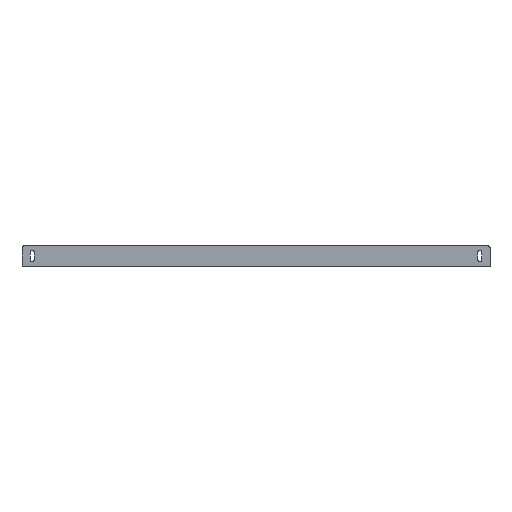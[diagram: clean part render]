
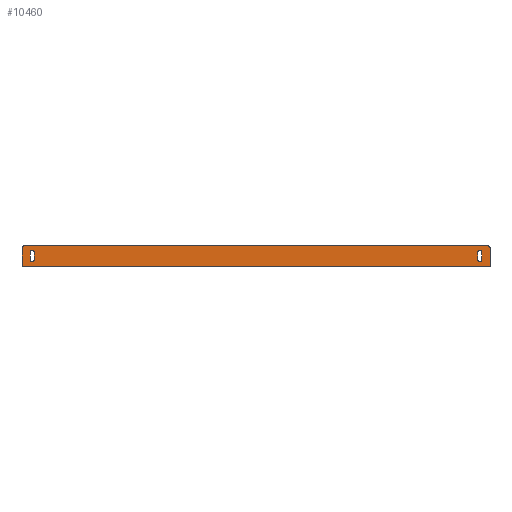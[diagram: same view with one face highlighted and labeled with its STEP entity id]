
A CAD part, front view. The second image highlights one B-rep face of the part: STEP entity #10460.
In plain terms, the highlighted planar face has unit normal (0, -1, 0).
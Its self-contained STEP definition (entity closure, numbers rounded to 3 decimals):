
#45 = CIRCLE ( 'NONE', #6047, 5. ) ;
#342 = DIRECTION ( 'NONE',  ( 0., -1., 0. ) ) ;
#376 = CARTESIAN_POINT ( 'NONE',  ( -575., -36.5, 50. ) ) ;
#414 = EDGE_LOOP ( 'NONE', ( #5176, #5807, #6195, #1437 ) ) ;
#583 = VECTOR ( 'NONE', #1278, 1000. ) ;
#695 = EDGE_LOOP ( 'NONE', ( #8544, #2430, #2356, #6716 ) ) ;
#869 = LINE ( 'NONE', #7619, #2783 ) ;
#1068 = CARTESIAN_POINT ( 'NONE',  ( 550., -36.5, 35. ) ) ;
#1170 = LINE ( 'NONE', #1224, #7758 ) ;
#1224 = CARTESIAN_POINT ( 'NONE',  ( -575., -36.5, 1.5 ) ) ;
#1278 = DIRECTION ( 'NONE',  ( 0., 0., -1. ) ) ;
#1370 = VERTEX_POINT ( 'NONE', #10290 ) ;
#1437 = ORIENTED_EDGE ( 'NONE', *, *, #2234, .F. ) ;
#1469 = EDGE_CURVE ( 'NONE', #1370, #7441, #6324, .T. ) ;
#1556 = VECTOR ( 'NONE', #3299, 1000. ) ;
#1613 = EDGE_CURVE ( 'NONE', #4972, #6409, #869, .T. ) ;
#1659 = VERTEX_POINT ( 'NONE', #2726 ) ;
#1694 = ORIENTED_EDGE ( 'NONE', *, *, #1963, .F. ) ;
#1805 = VERTEX_POINT ( 'NONE', #9636 ) ;
#1963 = EDGE_CURVE ( 'NONE', #1370, #3538, #3352, .T. ) ;
#2167 = EDGE_CURVE ( 'NONE', #9569, #3538, #4372, .T. ) ;
#2234 = EDGE_CURVE ( 'NONE', #5470, #1659, #4922, .T. ) ;
#2267 = LINE ( 'NONE', #5477, #7951 ) ;
#2301 = LINE ( 'NONE', #4898, #4833 ) ;
#2356 = ORIENTED_EDGE ( 'NONE', *, *, #4313, .F. ) ;
#2430 = ORIENTED_EDGE ( 'NONE', *, *, #3225, .F. ) ;
#2701 = DIRECTION ( 'NONE',  ( 0., -1., 0. ) ) ;
#2726 = CARTESIAN_POINT ( 'NONE',  ( 554.5, -36.5, 15. ) ) ;
#2735 = ORIENTED_EDGE ( 'NONE', *, *, #6980, .F. ) ;
#2757 = ORIENTED_EDGE ( 'NONE', *, *, #2167, .T. ) ;
#2783 = VECTOR ( 'NONE', #7839, 1000. ) ;
#2814 = DIRECTION ( 'NONE',  ( 0., 0., -1. ) ) ;
#2849 = LINE ( 'NONE', #376, #8166 ) ;
#2898 = EDGE_CURVE ( 'NONE', #6409, #6651, #4119, .T. ) ;
#2958 = DIRECTION ( 'NONE',  ( 1., 0., 0. ) ) ;
#3117 = EDGE_CURVE ( 'NONE', #9785, #5470, #5586, .T. ) ;
#3162 = FACE_BOUND ( 'NONE', #695, .T. ) ;
#3221 = EDGE_CURVE ( 'NONE', #5449, #9569, #1170, .T. ) ;
#3225 = EDGE_CURVE ( 'NONE', #7198, #4972, #8624, .T. ) ;
#3299 = DIRECTION ( 'NONE',  ( 0., 0., -1. ) ) ;
#3352 = LINE ( 'NONE', #7521, #1556 ) ;
#3503 = VECTOR ( 'NONE', #5920, 1000. ) ;
#3504 = AXIS2_PLACEMENT_3D ( 'NONE', #4543, #342, #7088 ) ;
#3537 = CIRCLE ( 'NONE', #10590, 4.5 ) ;
#3538 = VERTEX_POINT ( 'NONE', #8163 ) ;
#3609 = CARTESIAN_POINT ( 'NONE',  ( 545.5, -36.5, 35. ) ) ;
#3782 = DIRECTION ( 'NONE',  ( -1., 0., 0. ) ) ;
#4009 = DIRECTION ( 'NONE',  ( 0., -1., 0. ) ) ;
#4119 = CIRCLE ( 'NONE', #10443, 4.5 ) ;
#4313 = EDGE_CURVE ( 'NONE', #6651, #7198, #2267, .T. ) ;
#4372 = LINE ( 'NONE', #8414, #3503 ) ;
#4543 = CARTESIAN_POINT ( 'NONE',  ( -550., -36.5, 35. ) ) ;
#4665 = CARTESIAN_POINT ( 'NONE',  ( 570., -36.5, 45. ) ) ;
#4731 = CARTESIAN_POINT ( 'NONE',  ( -575., -36.5, 0. ) ) ;
#4830 = FACE_OUTER_BOUND ( 'NONE', #9390, .T. ) ;
#4833 = VECTOR ( 'NONE', #5066, 1000. ) ;
#4898 = CARTESIAN_POINT ( 'NONE',  ( 554.5, -36.5, 35. ) ) ;
#4922 = CIRCLE ( 'NONE', #8464, 4.5 ) ;
#4972 = VERTEX_POINT ( 'NONE', #9107 ) ;
#5014 = AXIS2_PLACEMENT_3D ( 'NONE', #8970, #8208, #9081 ) ;
#5066 = DIRECTION ( 'NONE',  ( 0., 0., 1. ) ) ;
#5176 = ORIENTED_EDGE ( 'NONE', *, *, #3117, .F. ) ;
#5449 = VERTEX_POINT ( 'NONE', #10384 ) ;
#5468 = EDGE_CURVE ( 'NONE', #1805, #9785, #3537, .T. ) ;
#5470 = VERTEX_POINT ( 'NONE', #6868 ) ;
#5477 = CARTESIAN_POINT ( 'NONE',  ( -545.5, -36.5, 35. ) ) ;
#5586 = LINE ( 'NONE', #8794, #583 ) ;
#5601 = DIRECTION ( 'NONE',  ( -1., 0., 0. ) ) ;
#5807 = ORIENTED_EDGE ( 'NONE', *, *, #5468, .F. ) ;
#5920 = DIRECTION ( 'NONE',  ( 1., 0., 0. ) ) ;
#6047 = AXIS2_PLACEMENT_3D ( 'NONE', #6155, #7940, #5601 ) ;
#6155 = CARTESIAN_POINT ( 'NONE',  ( -570., -36.5, 45. ) ) ;
#6195 = ORIENTED_EDGE ( 'NONE', *, *, #8131, .F. ) ;
#6324 = CIRCLE ( 'NONE', #8453, 5. ) ;
#6337 = CARTESIAN_POINT ( 'NONE',  ( -554.5, -36.5, 15. ) ) ;
#6409 = VERTEX_POINT ( 'NONE', #6337 ) ;
#6432 = PLANE ( 'NONE',  #5014 ) ;
#6475 = DIRECTION ( 'NONE',  ( 0., 0., 1. ) ) ;
#6536 = DIRECTION ( 'NONE',  ( 1., 0., 0. ) ) ;
#6651 = VERTEX_POINT ( 'NONE', #10139 ) ;
#6716 = ORIENTED_EDGE ( 'NONE', *, *, #2898, .F. ) ;
#6868 = CARTESIAN_POINT ( 'NONE',  ( 545.5, -36.5, 15. ) ) ;
#6980 = EDGE_CURVE ( 'NONE', #8957, #7441, #2849, .T. ) ;
#6982 = DIRECTION ( 'NONE',  ( 0., -1., 0. ) ) ;
#7088 = DIRECTION ( 'NONE',  ( 1., 0., 0. ) ) ;
#7198 = VERTEX_POINT ( 'NONE', #8642 ) ;
#7321 = FACE_BOUND ( 'NONE', #414, .T. ) ;
#7441 = VERTEX_POINT ( 'NONE', #7489 ) ;
#7489 = CARTESIAN_POINT ( 'NONE',  ( 570., -36.5, 50. ) ) ;
#7521 = CARTESIAN_POINT ( 'NONE',  ( 575., -36.5, 1.5 ) ) ;
#7619 = CARTESIAN_POINT ( 'NONE',  ( -554.5, -36.5, 35. ) ) ;
#7758 = VECTOR ( 'NONE', #2814, 1000. ) ;
#7839 = DIRECTION ( 'NONE',  ( 0., 0., -1. ) ) ;
#7897 = ORIENTED_EDGE ( 'NONE', *, *, #1469, .T. ) ;
#7940 = DIRECTION ( 'NONE',  ( 0., -1., 0. ) ) ;
#7951 = VECTOR ( 'NONE', #6475, 1000. ) ;
#8131 = EDGE_CURVE ( 'NONE', #1659, #1805, #2301, .T. ) ;
#8163 = CARTESIAN_POINT ( 'NONE',  ( 575., -36.5, 0. ) ) ;
#8166 = VECTOR ( 'NONE', #2958, 1000. ) ;
#8208 = DIRECTION ( 'NONE',  ( 0., 1., 0. ) ) ;
#8414 = CARTESIAN_POINT ( 'NONE',  ( 575., -36.5, 0. ) ) ;
#8453 = AXIS2_PLACEMENT_3D ( 'NONE', #4665, #8806, #3782 ) ;
#8464 = AXIS2_PLACEMENT_3D ( 'NONE', #8783, #2701, #9451 ) ;
#8544 = ORIENTED_EDGE ( 'NONE', *, *, #1613, .F. ) ;
#8624 = CIRCLE ( 'NONE', #3504, 4.5 ) ;
#8642 = CARTESIAN_POINT ( 'NONE',  ( -545.5, -36.5, 35. ) ) ;
#8783 = CARTESIAN_POINT ( 'NONE',  ( 550., -36.5, 15. ) ) ;
#8794 = CARTESIAN_POINT ( 'NONE',  ( 545.5, -36.5, 35. ) ) ;
#8806 = DIRECTION ( 'NONE',  ( 0., -1., 0. ) ) ;
#8957 = VERTEX_POINT ( 'NONE', #9993 ) ;
#8970 = CARTESIAN_POINT ( 'NONE',  ( 575., -36.5, 1.5 ) ) ;
#9081 = DIRECTION ( 'NONE',  ( -1., 0., 0. ) ) ;
#9088 = ORIENTED_EDGE ( 'NONE', *, *, #9838, .T. ) ;
#9107 = CARTESIAN_POINT ( 'NONE',  ( -554.5, -36.5, 35. ) ) ;
#9356 = DIRECTION ( 'NONE',  ( -1., 0., 0. ) ) ;
#9390 = EDGE_LOOP ( 'NONE', ( #1694, #7897, #2735, #9088, #10174, #2757 ) ) ;
#9451 = DIRECTION ( 'NONE',  ( -1., 0., 0. ) ) ;
#9569 = VERTEX_POINT ( 'NONE', #4731 ) ;
#9636 = CARTESIAN_POINT ( 'NONE',  ( 554.5, -36.5, 35. ) ) ;
#9785 = VERTEX_POINT ( 'NONE', #3609 ) ;
#9838 = EDGE_CURVE ( 'NONE', #8957, #5449, #45, .T. ) ;
#9993 = CARTESIAN_POINT ( 'NONE',  ( -570., -36.5, 50. ) ) ;
#10139 = CARTESIAN_POINT ( 'NONE',  ( -545.5, -36.5, 15. ) ) ;
#10174 = ORIENTED_EDGE ( 'NONE', *, *, #3221, .T. ) ;
#10290 = CARTESIAN_POINT ( 'NONE',  ( 575., -36.5, 45. ) ) ;
#10384 = CARTESIAN_POINT ( 'NONE',  ( -575., -36.5, 45. ) ) ;
#10443 = AXIS2_PLACEMENT_3D ( 'NONE', #10724, #4009, #6536 ) ;
#10460 = ADVANCED_FACE ( 'NONE', ( #3162, #7321, #4830 ), #6432, .F. ) ;
#10590 = AXIS2_PLACEMENT_3D ( 'NONE', #1068, #6982, #9356 ) ;
#10724 = CARTESIAN_POINT ( 'NONE',  ( -550., -36.5, 15. ) ) ;
